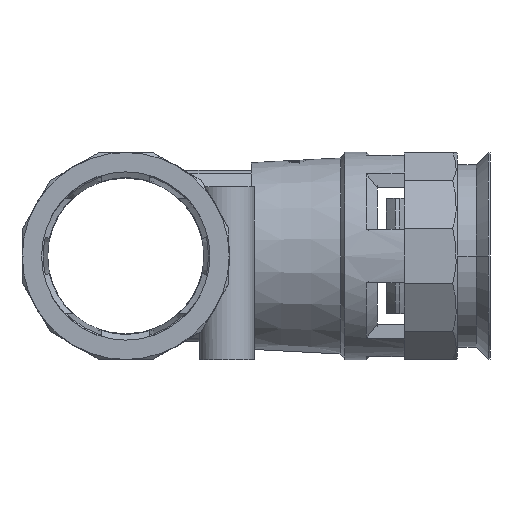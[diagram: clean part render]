
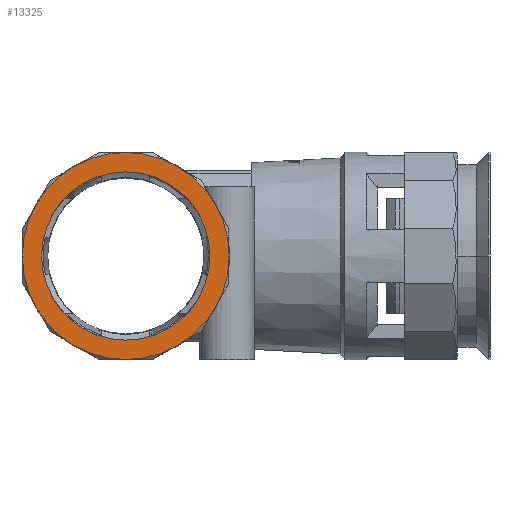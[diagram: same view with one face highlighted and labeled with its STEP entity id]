
A CAD part, left-side view. The second image highlights one B-rep face of the part: STEP entity #13325.
In plain terms, the highlighted planar face has unit normal (-1, 0, 0).
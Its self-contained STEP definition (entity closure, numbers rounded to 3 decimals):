
#474 = CARTESIAN_POINT ( 'NONE',  ( -64.173, 17.95, 0. ) ) ;
#496 = DIRECTION ( 'NONE',  ( 1., 0., 0. ) ) ;
#497 = CARTESIAN_POINT ( 'NONE',  ( -64.173, 0., 0. ) ) ;
#498 = AXIS2_PLACEMENT_3D ( 'NONE', #497, #496, #560 ) ;
#499 = CIRCLE ( 'NONE', #498, 17.95 ) ;
#511 = CARTESIAN_POINT ( 'NONE',  ( -64.173, 14.6, 0. ) ) ;
#512 = CARTESIAN_POINT ( 'NONE',  ( -64.173, -14.6, 0. ) ) ;
#513 = DIRECTION ( 'NONE',  ( 0., 1., 0. ) ) ;
#514 = DIRECTION ( 'NONE',  ( 1., 0., 0. ) ) ;
#515 = AXIS2_PLACEMENT_3D ( 'NONE', #522, #514, #513 ) ;
#516 = CIRCLE ( 'NONE', #515, 14.6 ) ;
#522 = CARTESIAN_POINT ( 'NONE',  ( -64.173, 0., 0. ) ) ;
#559 = CARTESIAN_POINT ( 'NONE',  ( -64.173, -17.95, 0. ) ) ;
#560 = DIRECTION ( 'NONE',  ( 0., 1., 0. ) ) ;
#729 = DIRECTION ( 'NONE',  ( 0., 1., 0. ) ) ;
#730 = DIRECTION ( 'NONE',  ( 1., 0., 0. ) ) ;
#731 = CARTESIAN_POINT ( 'NONE',  ( -64.173, 0., 0. ) ) ;
#732 = AXIS2_PLACEMENT_3D ( 'NONE', #731, #730, #729 ) ;
#737 = CIRCLE ( 'NONE', #732, 14.6 ) ;
#3049 = DIRECTION ( 'NONE',  ( 0., 1., 0. ) ) ;
#3050 = DIRECTION ( 'NONE',  ( 1., 0., 0. ) ) ;
#3051 = CARTESIAN_POINT ( 'NONE',  ( -64.173, -17.95, 0. ) ) ;
#3052 = AXIS2_PLACEMENT_3D ( 'NONE', #3051, #3050, #3049 ) ;
#3053 = PLANE ( 'NONE',  #3052 ) ;
#3054 = FACE_BOUND ( 'NONE', #13329, .T. ) ;
#3055 = FACE_OUTER_BOUND ( 'NONE', #13326, .T. ) ;
#3056 = DIRECTION ( 'NONE',  ( 0., 1., 0. ) ) ;
#3057 = DIRECTION ( 'NONE',  ( 1., 0., 0. ) ) ;
#3058 = CARTESIAN_POINT ( 'NONE',  ( -64.173, 0., 0. ) ) ;
#3059 = AXIS2_PLACEMENT_3D ( 'NONE', #3058, #3057, #3056 ) ;
#3060 = CIRCLE ( 'NONE', #3059, 17.95 ) ;
#4146 = VERTEX_POINT ( 'NONE', #474 ) ;
#4155 = EDGE_CURVE ( 'NONE', #4156, #4157, #516, .T. ) ;
#4156 = VERTEX_POINT ( 'NONE', #512 ) ;
#4157 = VERTEX_POINT ( 'NONE', #511 ) ;
#4164 = EDGE_CURVE ( 'NONE', #4146, #4165, #499, .T. ) ;
#4165 = VERTEX_POINT ( 'NONE', #559 ) ;
#4344 = EDGE_CURVE ( 'NONE', #4157, #4156, #737, .T. ) ;
#13084 = ORIENTED_EDGE ( 'NONE', *, *, #4155, .T. ) ;
#13322 = EDGE_CURVE ( 'NONE', #4165, #4146, #3060, .T. ) ;
#13325 = ADVANCED_FACE ( 'NONE', ( #3055, #3054 ), #3053, .F. ) ;
#13326 = EDGE_LOOP ( 'NONE', ( #13327, #13328 ) ) ;
#13327 = ORIENTED_EDGE ( 'NONE', *, *, #4164, .F. ) ;
#13328 = ORIENTED_EDGE ( 'NONE', *, *, #13322, .F. ) ;
#13329 = EDGE_LOOP ( 'NONE', ( #13330, #13084 ) ) ;
#13330 = ORIENTED_EDGE ( 'NONE', *, *, #4344, .T. ) ;
